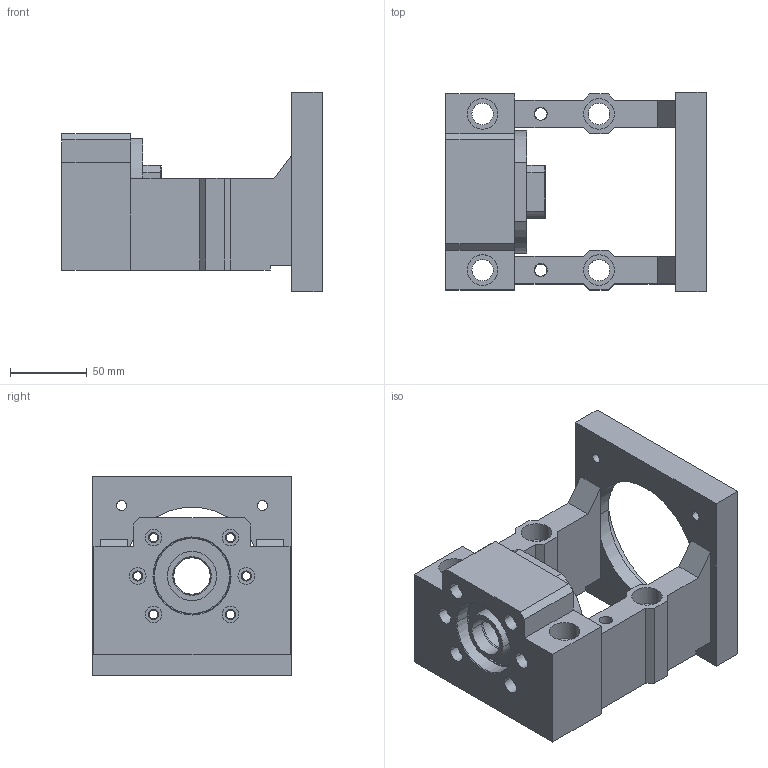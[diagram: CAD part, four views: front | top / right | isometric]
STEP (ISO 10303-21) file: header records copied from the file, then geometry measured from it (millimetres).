
FILE_DESCRIPTION(('CATIA V5 STEP Exchange'),'2;1');
FILE_NAME('tkzs25-126-XT01580059.stp','2019-10-24T16:18:51+00:00',('none'),('none'),'CATIA Version 5 Release 20 GA (IN-10)','CATIA V5 STEP AP203','none');
FILE_SCHEMA(('CONFIG_CONTROL_DESIGN'));
Length unit declared in the file: millimetre
Products named in the file (1): tkzs25-126-XT01580059_AllCATPart
Bounding box: 170 x 130 x 130 mm (x, y, z)
Volume: 814445.5 mm3; surface area: 146197.9 mm2
Topology: 1 solids, 4 shells, 230 faces, 552 edges, 354 vertices
Faces by surface type: cylinder 106, plane 98, cone 18, torus 8
Entity records: 6180 total; most frequent: ORIENTED_EDGE 1104, CARTESIAN_POINT 1081, DIRECTION 828, EDGE_CURVE 552, AXIS2_PLACEMENT_3D 401, VERTEX_POINT 354, EDGE_LOOP 298, VECTOR 282
